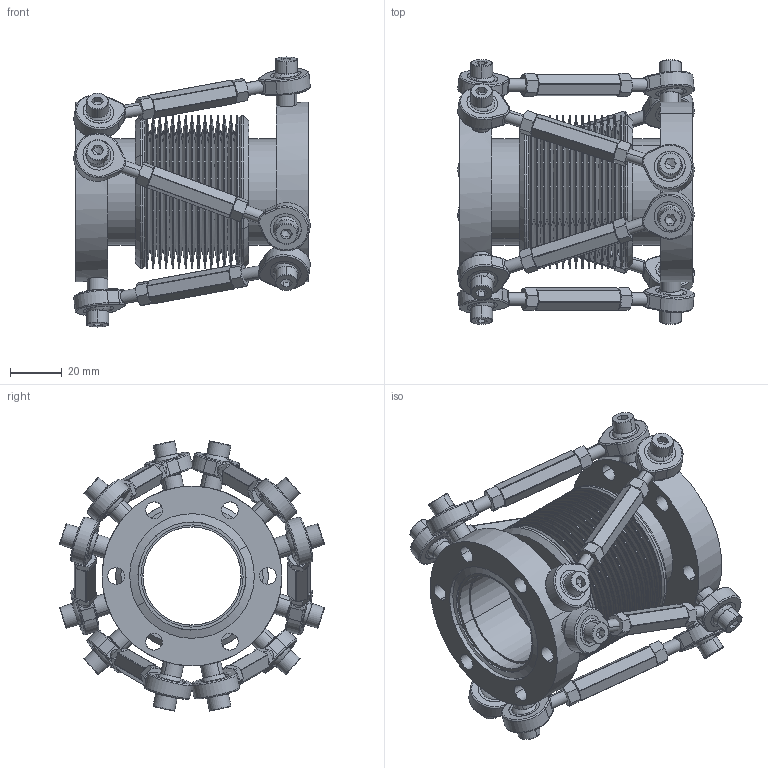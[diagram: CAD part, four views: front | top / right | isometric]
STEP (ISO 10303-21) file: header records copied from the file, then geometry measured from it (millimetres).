
FILE_DESCRIPTION(('CATIA V5 STEP Exchange'),'2;1');
FILE_NAME('PA40HEX.stp','2013-12-05T17:00:58+00:00',('none'),('none'),'CATIA Version 5 Release 20 SP 7 (IN-10)','CATIA V5 STEP AP214','none');
FILE_SCHEMA(('AUTOMOTIVE_DESIGN { 1 0 10303 214 1 1 1 1 }'));
Length unit declared in the file: millimetre
Products named in the file (10): PA40HEX; 12634; PA40HEXMEMBRANE; PA40HEXVEGKM5ASSY; 13833; 12623; 12624; 12625; 17105020; 25105000
Assembly tree (41 placements, depth 3):
  PA40HEX
    12634  x2
    PA40HEXMEMBRANE  x14
    PA40HEXVEGKM5ASSY  x3
      13833
      12623
      12624
      12625
      17105020
      25105000
Bounding box: 91.38 x 102.38 x 104.4 mm (x, y, z)
Volume: 123504.2 mm3; surface area: 171441.7 mm2
Topology: 96 solids, 96 shells, 1840 faces, 4190 edges, 2434 vertices
Faces by surface type: cylinder 636, plane 492, cone 400, sphere 192, torus 120
Entity records: 7460 total; most frequent: CARTESIAN_POINT 1706, ORIENTED_EDGE 1102, DIRECTION 1029, AXIS2_PLACEMENT_3D 563, EDGE_CURVE 551, VERTEX_POINT 337, EDGE_LOOP 300, CIRCLE 299
